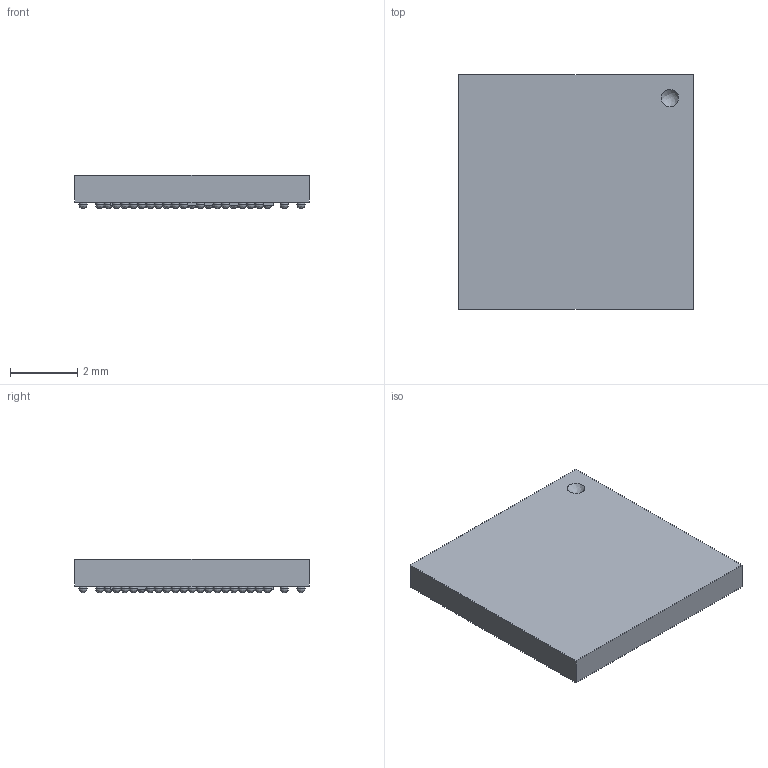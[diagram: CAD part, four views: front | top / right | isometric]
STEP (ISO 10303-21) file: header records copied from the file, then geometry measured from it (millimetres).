
FILE_DESCRIPTION (( 'STEP AP214' ), '1' );
FILE_NAME ('User Library-nRF52840.STEP', '2018-05-22T03:18:22', ( '' ), ( '' ), 'SwSTEP 2.0', 'SolidWorks 2018', '' );
FILE_SCHEMA (( 'AUTOMOTIVE_DESIGN' ));
Length unit declared in the file: millimetre
Products named in the file (1): User Library-nRF52840
Bounding box: 7 x 7 x 1 mm (x, y, z)
Surface area: 207.3 mm2 (no closed solid volume)
Topology: 0 solids, 76 shells, 162 faces, 476 edges, 174 vertices
Faces by surface type: bspline 147, plane 15
Entity records: 5647 total; most frequent: CARTESIAN_POINT 2744, ORIENTED_EDGE 362, DIRECTION 360, EDGE_CURVE 184, VERTEX_POINT 174, EDGE_LOOP 163, AXIS2_PLACEMENT_3D 162, FACE_OUTER_BOUND 162
